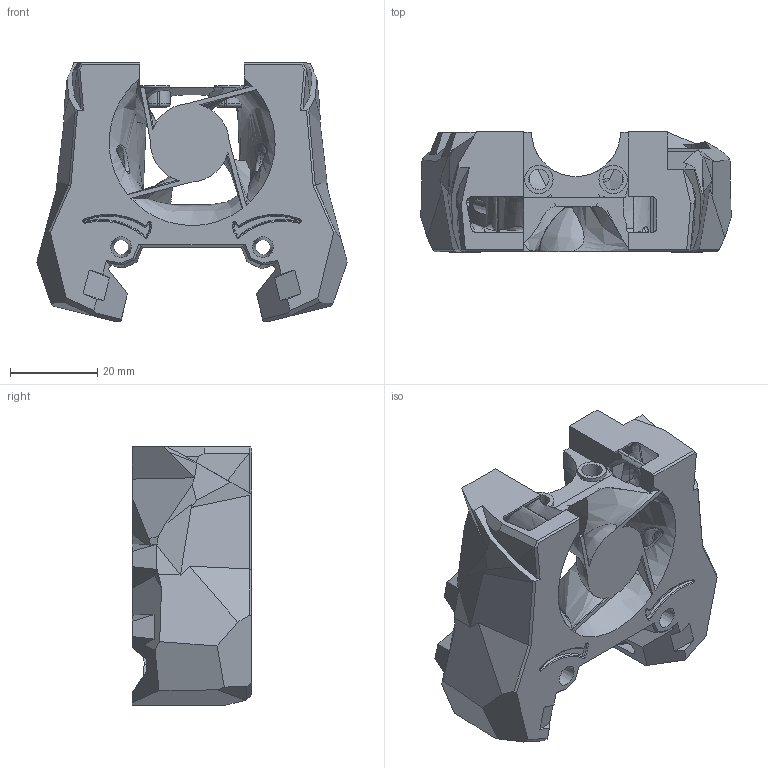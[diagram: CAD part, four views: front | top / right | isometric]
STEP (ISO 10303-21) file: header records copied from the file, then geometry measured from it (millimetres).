
FILE_DESCRIPTION(/* description */ (''),/* implementation_level */ '2;1');
FILE_NAME(/* name */ 'stealthjelly front.step',/* time_stamp */ '2023-10-09T17:09:06-04:00',/* author */ (''),/* organization */ (''),/* preprocessor_version */ 'ST-DEVELOPER v20',/* originating_system */ 'Autodesk Translation Framework v12.9.0.99',/* authorisation */ '');
FILE_SCHEMA (('AUTOMOTIVE_DESIGN { 1 0 10303 214 3 1 1 }'));
Products named in the file (1): SBRapido TH Front
Bounding box: 71.07 x 27.4 x 59.13 mm (x, y, z)
Volume: 37323.8 mm3; surface area: 22774.6 mm2
Topology: 1 solids, 1 shells, 482 faces, 1558 edges, 1048 vertices
Faces by surface type: plane 235, bspline 160, cylinder 42, cone 36, torus 8, sphere 1
Full cylindrical faces by diameter (mm): 3.4 x2, 4.7 x4, 5.4 x2, 6.5 x2
Entity records: 43946 total; most frequent: CARTESIAN_POINT 31795, ORIENTED_EDGE 3062, DIRECTION 1744, EDGE_CURVE 1531, VERTEX_POINT 1048, LINE 672, VECTOR 672, B_SPLINE_CURVE_WITH_KNOTS 646
